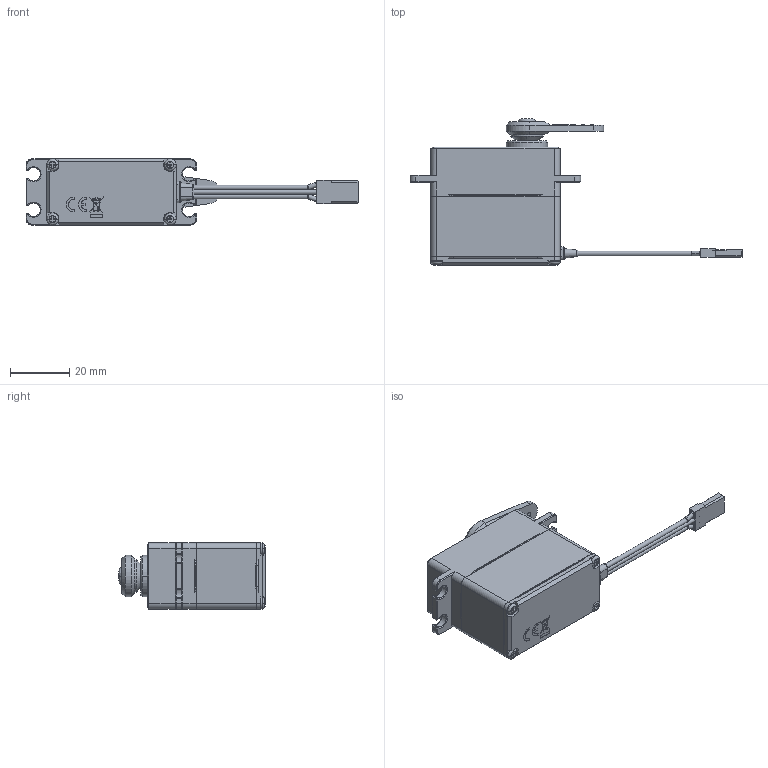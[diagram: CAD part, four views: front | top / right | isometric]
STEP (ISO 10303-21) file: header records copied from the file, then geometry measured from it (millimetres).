
FILE_DESCRIPTION((''),'2;1');
FILE_NAME('MD981TW_STP_ASM','2021-05-13T',('wonhyuk'),(''),'CREO PARAMETRIC BY PTC INC, 2016050','CREO PARAMETRIC BY PTC INC, 2016050','');
FILE_SCHEMA(('CONFIG_CONTROL_DESIGN'));
Products named in the file (13): MD981TOPCASE; MD981MCASE22; MD981LCASE22; 120208000010_HS7980_O-RING; 120105000070_GAG-02-A; STP_HS7980TG4F; 120217000085-HD-LS25; TW_6_5X3_2_120204000042; 120201000129_10A_CBH_M3XL8; 120201000124_10A_CBH_M2XL28; 240000000338_GOLD_Y_R_B; NAMEPLATE_16_1X11; MD981TW_STP_ASM
Assembly tree (16 placements, depth 2):
  MD981TW_STP_ASM
    MD981TOPCASE
    MD981MCASE22
    MD981LCASE22
    120208000010_HS7980_O-RING  x2
    120105000070_GAG-02-A
    STP_HS7980TG4F
    120217000085-HD-LS25
    TW_6_5X3_2_120204000042
    120201000129_10A_CBH_M3XL8
    120201000124_10A_CBH_M2XL28  x4
    240000000338_GOLD_Y_R_B
    NAMEPLATE_16_1X11
Bounding box: 112.4 x 49.6 x 22.4 mm (x, y, z)
Volume: 41544.7 mm3; surface area: 18719.1 mm2
Topology: 16 solids, 21 shells, 2135 faces, 5708 edges, 3636 vertices
Faces by surface type: plane 1215, cylinder 548, cone 181, torus 120, bspline 71
Entity records: 83649 total; most frequent: CARTESIAN_POINT 19123, ORIENTED_EDGE 10134, DIRECTION 9572, PRESENTATION_STYLE_ASSIGNMENT 5068, EDGE_CURVE 5067, STYLED_ITEM 4925, CURVE_STYLE 4890, VECTOR 3624
